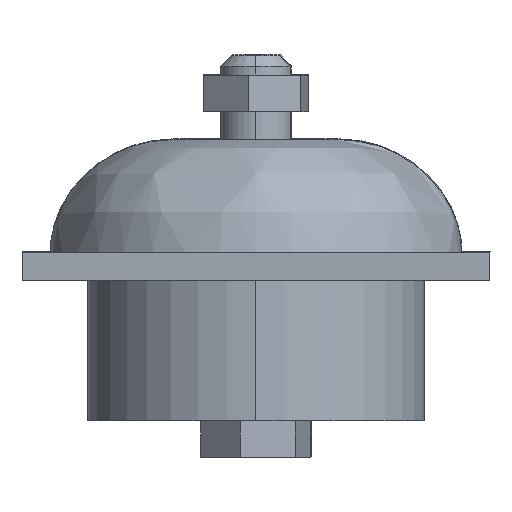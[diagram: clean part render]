
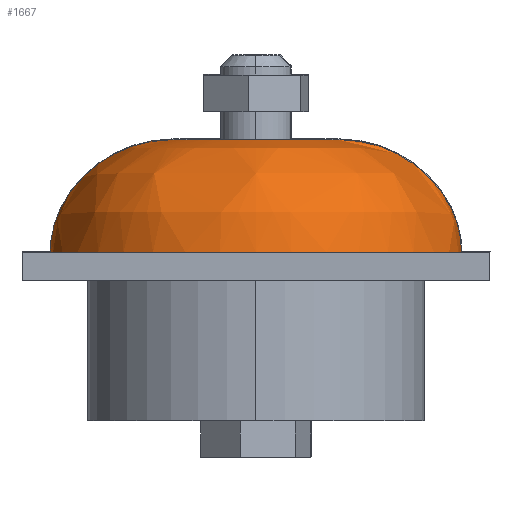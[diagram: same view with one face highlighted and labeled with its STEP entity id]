
A CAD part, left-side view. The second image highlights one B-rep face of the part: STEP entity #1667.
In plain terms, the highlighted free-form (B-spline) face has degree [2, 3] with [3, 4] control points.
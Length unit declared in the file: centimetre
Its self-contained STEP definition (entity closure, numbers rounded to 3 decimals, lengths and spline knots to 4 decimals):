
#200 = ORIENTED_EDGE ( 'NONE', *, *, #2360, .F. ) ;
#202 = CARTESIAN_POINT ( 'NONE',  ( 41.2753, -9.398, 32.9431 ) ) ;
#295 = EDGE_LOOP ( 'NONE', ( #200, #986, #3001, #2908 ) ) ;
#362 =( BOUNDED_SURFACE ( )  B_SPLINE_SURFACE ( 2, 3, ( 
 ( #3267, #3287, #754, #2773 ),
 ( #3311, #961, #3300, #715 ),
 ( #1758, #1983, #474, #1732 ) ),
 .UNSPECIFIED., .F., .F., .T. ) 
 B_SPLINE_SURFACE_WITH_KNOTS ( ( 3, 3 ),
 ( 4, 4 ),
 ( 0., 1. ),
 ( 0., 1. ),
 .UNSPECIFIED. ) 
 GEOMETRIC_REPRESENTATION_ITEM ( )  RATIONAL_B_SPLINE_SURFACE ( (
 ( 1., 0.333, 0.333, 1.),
 ( 0.667, 0.222, 0.222, 0.667),
 ( 1., 0.333, 0.333, 1.) ) ) 
 REPRESENTATION_ITEM ( '' )  SURFACE ( )  );
#474 = CARTESIAN_POINT ( 'NONE',  ( 50.5687, -18.6913, 30.4031 ) ) ;
#609 = DIRECTION ( 'NONE',  ( 0., 0., 1. ) ) ;
#690 = EDGE_CURVE ( 'NONE', #3141, #1905, #842, .T. ) ;
#715 = CARTESIAN_POINT ( 'NONE',  ( 41.2753, -18.6913, 32.9431 ) ) ;
#741 = CARTESIAN_POINT ( 'NONE',  ( 41.2753, -9.398, 30.4031 ) ) ;
#750 = CIRCLE ( 'NONE', #2347, 1.905 ) ;
#754 = CARTESIAN_POINT ( 'NONE',  ( 45.0853, -15.9497, 32.9431 ) ) ;
#789 = DIRECTION ( 'NONE',  ( 0., 0., 1. ) ) ;
#842 = CIRCLE ( 'NONE', #2401, 4.6467 ) ;
#856 = VERTEX_POINT ( 'NONE', #3019 ) ;
#961 = CARTESIAN_POINT ( 'NONE',  ( 50.5687, -9.398, 32.9431 ) ) ;
#986 = ORIENTED_EDGE ( 'NONE', *, *, #1267, .T. ) ;
#992 = CARTESIAN_POINT ( 'NONE',  ( 41.2753, -18.6913, 32.9431 ) ) ;
#1250 = EDGE_CURVE ( 'NONE', #856, #1905, #1756, .T. ) ;
#1267 = EDGE_CURVE ( 'NONE', #2713, #3141, #3252, .T. ) ;
#1376 = DIRECTION ( 'NONE',  ( 1., 0., 0. ) ) ;
#1667 = ADVANCED_FACE ( 'NONE', ( #2253 ), #362, .F. ) ;
#1732 = CARTESIAN_POINT ( 'NONE',  ( 41.2753, -18.6913, 30.4031 ) ) ;
#1756 =( BOUNDED_CURVE ( )  B_SPLINE_CURVE ( 2, ( #2268, #202, #741 ),
 .UNSPECIFIED., .F., .F. ) 
 B_SPLINE_CURVE_WITH_KNOTS ( ( 3, 3 ),
 ( 0., 1. ),
 .UNSPECIFIED. ) 
 CURVE ( )  GEOMETRIC_REPRESENTATION_ITEM ( )  RATIONAL_B_SPLINE_CURVE ( ( 1., 0.667, 1. ) ) 
 REPRESENTATION_ITEM ( '' )  );
#1758 = CARTESIAN_POINT ( 'NONE',  ( 41.2753, -9.398, 30.4031 ) ) ;
#1887 = CARTESIAN_POINT ( 'NONE',  ( 41.2753, -14.0447, 30.4031 ) ) ;
#1905 = VERTEX_POINT ( 'NONE', #3136 ) ;
#1983 = CARTESIAN_POINT ( 'NONE',  ( 50.5687, -9.398, 30.4031 ) ) ;
#2004 = CARTESIAN_POINT ( 'NONE',  ( 41.2753, -15.9497, 32.9431 ) ) ;
#2078 = CARTESIAN_POINT ( 'NONE',  ( 41.2753, -18.6913, 30.4031 ) ) ;
#2220 = CARTESIAN_POINT ( 'NONE',  ( 41.2753, -14.0447, 32.9431 ) ) ;
#2253 = FACE_OUTER_BOUND ( 'NONE', #295, .T. ) ;
#2268 = CARTESIAN_POINT ( 'NONE',  ( 41.2753, -12.1397, 32.9431 ) ) ;
#2347 = AXIS2_PLACEMENT_3D ( 'NONE', #2220, #789, #2487 ) ;
#2360 = EDGE_CURVE ( 'NONE', #2713, #856, #750, .T. ) ;
#2401 = AXIS2_PLACEMENT_3D ( 'NONE', #1887, #609, #1376 ) ;
#2487 = DIRECTION ( 'NONE',  ( 1., 0., 0. ) ) ;
#2582 = CARTESIAN_POINT ( 'NONE',  ( 41.2753, -18.6913, 30.4031 ) ) ;
#2655 = CARTESIAN_POINT ( 'NONE',  ( 41.2753, -15.9497, 32.9431 ) ) ;
#2713 = VERTEX_POINT ( 'NONE', #2655 ) ;
#2773 = CARTESIAN_POINT ( 'NONE',  ( 41.2753, -15.9497, 32.9431 ) ) ;
#2908 = ORIENTED_EDGE ( 'NONE', *, *, #1250, .F. ) ;
#3001 = ORIENTED_EDGE ( 'NONE', *, *, #690, .T. ) ;
#3019 = CARTESIAN_POINT ( 'NONE',  ( 41.2753, -12.1397, 32.9431 ) ) ;
#3136 = CARTESIAN_POINT ( 'NONE',  ( 41.2753, -9.398, 30.4031 ) ) ;
#3141 = VERTEX_POINT ( 'NONE', #2078 ) ;
#3252 =( BOUNDED_CURVE ( )  B_SPLINE_CURVE ( 2, ( #2004, #992, #2582 ),
 .UNSPECIFIED., .F., .F. ) 
 B_SPLINE_CURVE_WITH_KNOTS ( ( 3, 3 ),
 ( 0., 1. ),
 .UNSPECIFIED. ) 
 CURVE ( )  GEOMETRIC_REPRESENTATION_ITEM ( )  RATIONAL_B_SPLINE_CURVE ( ( 1., 0.667, 1. ) ) 
 REPRESENTATION_ITEM ( '' )  );
#3267 = CARTESIAN_POINT ( 'NONE',  ( 41.2753, -12.1397, 32.9431 ) ) ;
#3287 = CARTESIAN_POINT ( 'NONE',  ( 45.0853, -12.1397, 32.9431 ) ) ;
#3300 = CARTESIAN_POINT ( 'NONE',  ( 50.5687, -18.6913, 32.9431 ) ) ;
#3311 = CARTESIAN_POINT ( 'NONE',  ( 41.2753, -9.398, 32.9431 ) ) ;
